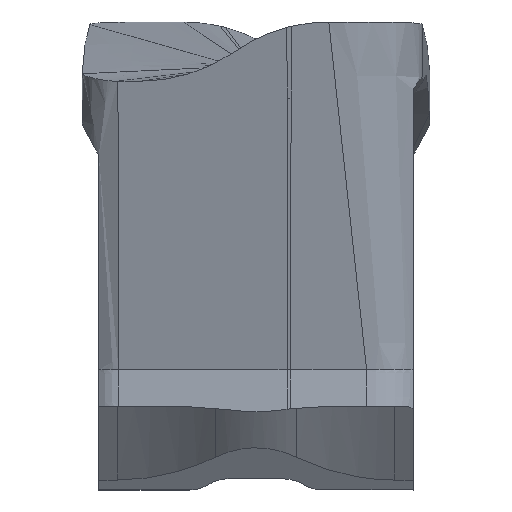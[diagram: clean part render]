
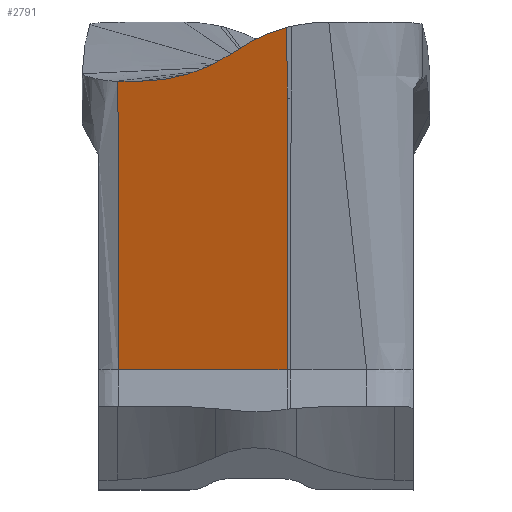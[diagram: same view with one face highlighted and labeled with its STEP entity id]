
A CAD part, left-side view. The second image highlights one B-rep face of the part: STEP entity #2791.
In plain terms, the highlighted planar face has unit normal (-0.966, 0.03, -0.259).
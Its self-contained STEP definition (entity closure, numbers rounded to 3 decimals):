
#18=DIRECTION('',(-0.031,-1.,0.));
#19=VECTOR('',#18,0.601);
#20=CARTESIAN_POINT('',(-8.954,7.982,5.35));
#21=LINE('',#20,#19);
#26=CARTESIAN_POINT('',(-8.972,7.381,5.35));
#27=CARTESIAN_POINT('',(-8.978,7.201,5.35));
#28=CARTESIAN_POINT('',(-8.995,6.842,5.372));
#29=CARTESIAN_POINT('',(-9.03,6.401,5.453));
#30=CARTESIAN_POINT('',(-9.067,6.057,5.548));
#31=CARTESIAN_POINT('',(-9.098,5.804,5.635));
#32=CARTESIAN_POINT('',(-9.133,5.557,5.737));
#33=CARTESIAN_POINT('',(-9.171,5.317,5.853));
#34=CARTESIAN_POINT('',(-9.206,5.123,5.961));
#35=CARTESIAN_POINT('',(-9.236,4.972,6.054));
#36=CARTESIAN_POINT('',(-9.255,4.88,6.115));
#37=CARTESIAN_POINT('',(-9.271,4.807,6.166));
#38=CARTESIAN_POINT('',(-9.286,4.734,6.215));
#39=CARTESIAN_POINT('',(-9.305,4.641,6.275));
#40=CARTESIAN_POINT('',(-9.327,4.527,6.344));
#41=CARTESIAN_POINT('',(-9.355,4.372,6.43));
#42=CARTESIAN_POINT('',(-9.388,4.174,6.53));
#43=CARTESIAN_POINT('',(-9.424,3.929,6.636));
#44=CARTESIAN_POINT('',(-9.457,3.677,6.728));
#45=CARTESIAN_POINT('',(-9.476,3.506,6.779));
#46=CARTESIAN_POINT('',(-9.484,3.42,6.801));
#51=DIRECTION('',(0.259,0.001,-0.966));
#52=VECTOR('',#51,7.603);
#53=CARTESIAN_POINT('',(-8.973,3.404,4.893));
#54=LINE('',#53,#52);
#58=CARTESIAN_POINT('',(-6.863,7.965,-2.45));
#59=CARTESIAN_POINT('',(-6.881,7.965,-2.383));
#60=CARTESIAN_POINT('',(-7.238,7.968,-1.05));
#61=CARTESIAN_POINT('',(-7.822,7.973,1.128));
#62=CARTESIAN_POINT('',(-8.501,7.978,3.661));
#63=CARTESIAN_POINT('',(-8.84,7.981,4.928));
#64=CARTESIAN_POINT('',(-8.954,7.982,5.35));
#296=DIRECTION('',(-0.031,-1.,0.));
#297=VECTOR('',#296,4.556);
#298=CARTESIAN_POINT('',(-6.863,7.965,-2.45));
#299=LINE('',#298,#297);
#1589=DIRECTION('',(-0.259,0.008,0.966));
#1590=VECTOR('',#1589,1.976);
#1591=CARTESIAN_POINT('',(-8.973,3.404,4.893));
#1592=LINE('',#1591,#1590);
#2489=CARTESIAN_POINT('',(-8.973,3.404,4.893));
#2490=CARTESIAN_POINT('',(-7.005,3.411,
-2.45));
#2491=VERTEX_POINT('',#2489);
#2492=VERTEX_POINT('',#2490);
#2493=CARTESIAN_POINT('',(-6.863,7.965,
-2.45));
#2494=VERTEX_POINT('',#2493);
#2727=CARTESIAN_POINT('',(-8.954,7.982,5.35));
#2728=CARTESIAN_POINT('',(-8.972,7.381,5.35));
#2729=VERTEX_POINT('',#2727);
#2730=VERTEX_POINT('',#2728);
#2731=VERTEX_POINT('',#46);
#2772=CARTESIAN_POINT('',(-9.457,5.58,6.95));
#2773=DIRECTION('',(0.965,-0.03,0.259));
#2774=DIRECTION('',(-0.031,-1.,0.));
#2775=AXIS2_PLACEMENT_3D('',#2772,#2773,#2774);
#2776=PLANE('',#2775);
#2778=ORIENTED_EDGE('',*,*,#2777,.T.);
#2780=ORIENTED_EDGE('',*,*,#2779,.T.);
#2782=ORIENTED_EDGE('',*,*,#2781,.F.);
#2784=ORIENTED_EDGE('',*,*,#2783,.T.);
#2786=ORIENTED_EDGE('',*,*,#2785,.F.);
#2788=ORIENTED_EDGE('',*,*,#2787,.T.);
#2789=EDGE_LOOP('',(#2778,#2780,#2782,#2784,#2786,#2788));
#2790=FACE_OUTER_BOUND('',#2789,.F.);
#47=B_SPLINE_CURVE_WITH_KNOTS('',3,(#26,#27,#28,#29,#30,#31,#32,#33,#34,#35,#36,
#37,#38,#39,#40,#41,#42,#43,#44,#45,#46),.UNSPECIFIED.,.F.,.F.,(4,1,1,1,1,1,1,1,
1,1,1,1,1,1,1,1,1,1,4),(0.,0.125,0.25,0.313,0.375,0.438,0.5,
0.563,0.594,0.625,0.641,0.656,0.688,0.719,0.75,
0.813,0.875,0.938,1.),.UNSPECIFIED.);
#65=B_SPLINE_CURVE_WITH_KNOTS('',3,(#58,#59,#60,#61,#62,#63,#64),.UNSPECIFIED.,
.F.,.F.,(4,1,1,1,4),(0.,0.026,0.513,0.838,
1.),.UNSPECIFIED.);
#2777=EDGE_CURVE('',#2729,#2730,#21,.T.);
#2779=EDGE_CURVE('',#2730,#2731,#47,.T.);
#2781=EDGE_CURVE('',#2491,#2731,#1592,.T.);
#2783=EDGE_CURVE('',#2491,#2492,#54,.T.);
#2785=EDGE_CURVE('',#2494,#2492,#299,.T.);
#2787=EDGE_CURVE('',#2494,#2729,#65,.T.);
#2791=ADVANCED_FACE('',(#2790),#2776,.F.);
